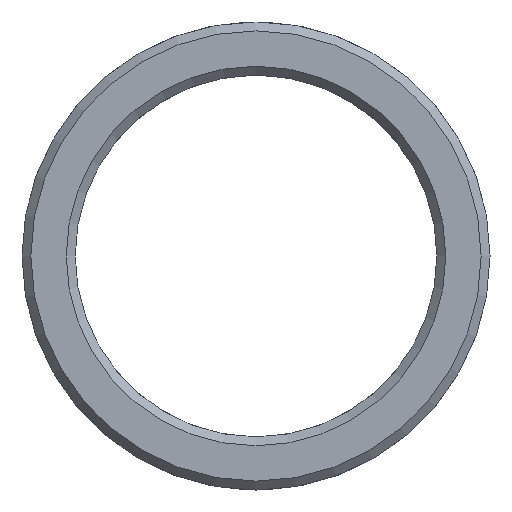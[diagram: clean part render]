
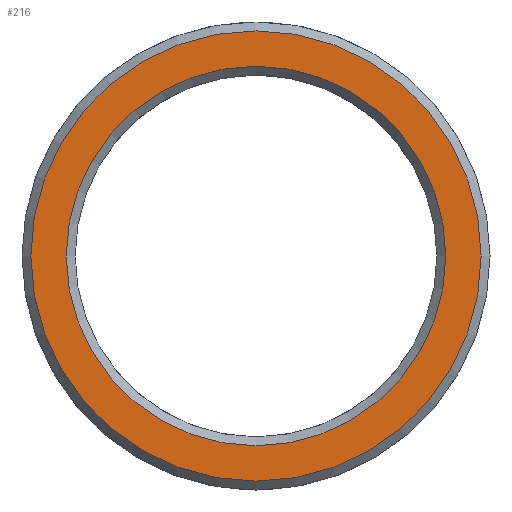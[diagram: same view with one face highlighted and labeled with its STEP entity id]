
A CAD part, front view. The second image highlights one B-rep face of the part: STEP entity #216.
In plain terms, the highlighted planar face has unit normal (0, -1, 0).
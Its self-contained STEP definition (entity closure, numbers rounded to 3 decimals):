
#34 = CARTESIAN_POINT ( 'NONE',  ( 0., 0., 0. ) ) ;
#36 = AXIS2_PLACEMENT_3D ( 'NONE', #34, #131, #322 ) ;
#54 = FACE_BOUND ( 'NONE', #256, .T. ) ;
#79 = EDGE_LOOP ( 'NONE', ( #351 ) ) ;
#131 = DIRECTION ( 'NONE',  ( 0., 1., 0. ) ) ;
#159 = EDGE_CURVE ( 'NONE', #289, #289, #457, .T. ) ;
#172 = AXIS2_PLACEMENT_3D ( 'NONE', #467, #332, #184 ) ;
#184 = DIRECTION ( 'NONE',  ( 0., 0., -1. ) ) ;
#216 = ADVANCED_FACE ( 'NONE', ( #372, #54 ), #328, .F. ) ;
#232 = CARTESIAN_POINT ( 'NONE',  ( 0., 0., -10.66 ) ) ;
#235 = CIRCLE ( 'NONE', #36, 12.645 ) ;
#241 = DIRECTION ( 'NONE',  ( 0., 1., 0. ) ) ;
#256 = EDGE_LOOP ( 'NONE', ( #579 ) ) ;
#289 = VERTEX_POINT ( 'NONE', #232 ) ;
#322 = DIRECTION ( 'NONE',  ( 0., 0., 1. ) ) ;
#327 = CARTESIAN_POINT ( 'NONE',  ( 0., 0., 12.645 ) ) ;
#328 = PLANE ( 'NONE',  #358 ) ;
#332 = DIRECTION ( 'NONE',  ( 0., -1., 0. ) ) ;
#336 = VERTEX_POINT ( 'NONE', #327 ) ;
#351 = ORIENTED_EDGE ( 'NONE', *, *, #539, .F. ) ;
#358 = AXIS2_PLACEMENT_3D ( 'NONE', #473, #241, #421 ) ;
#372 = FACE_OUTER_BOUND ( 'NONE', #79, .T. ) ;
#421 = DIRECTION ( 'NONE',  ( 0., 0., 1. ) ) ;
#457 = CIRCLE ( 'NONE', #172, 10.66 ) ;
#467 = CARTESIAN_POINT ( 'NONE',  ( 0., 0., 0. ) ) ;
#473 = CARTESIAN_POINT ( 'NONE',  ( 0., 0., 0. ) ) ;
#539 = EDGE_CURVE ( 'NONE', #336, #336, #235, .T. ) ;
#579 = ORIENTED_EDGE ( 'NONE', *, *, #159, .F. ) ;
